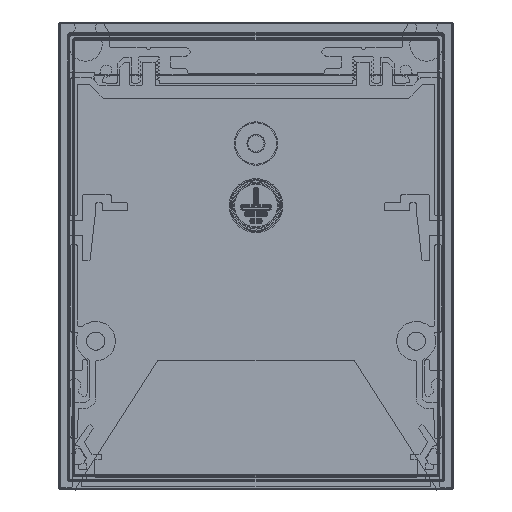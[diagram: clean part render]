
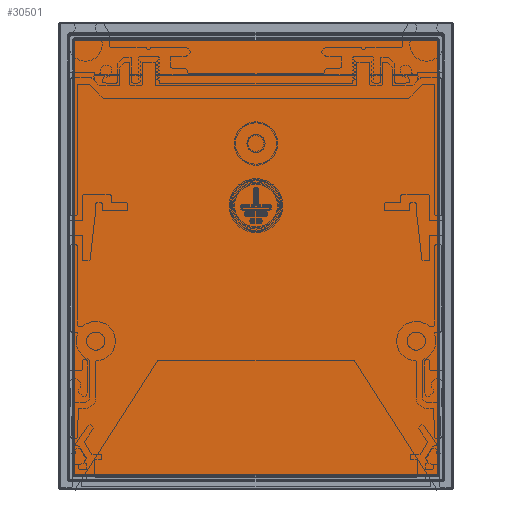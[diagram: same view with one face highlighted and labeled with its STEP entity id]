
A CAD part, front view. The second image highlights one B-rep face of the part: STEP entity #30501.
In plain terms, the highlighted planar face has unit normal (0, -1, 0).
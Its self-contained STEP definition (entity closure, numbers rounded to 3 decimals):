
#1524=PLANE('',#33862);
#2967=FACE_OUTER_BOUND('',#4819,.T.);
#4819=EDGE_LOOP('',(#25500,#25501,#25502,#25503,#25504,#25505,#25506,#25507));
#6686=CIRCLE('',#33379,0.001);
#6691=CIRCLE('',#33385,0.001);
#6906=CIRCLE('',#33852,0.001);
#6910=CIRCLE('',#33857,0.001);
#8490=LINE('',#55019,#10779);
#8750=LINE('',#58022,#11039);
#8752=LINE('',#58059,#11041);
#8754=LINE('',#58092,#11043);
#10779=VECTOR('',#40562,10.);
#11039=VECTOR('',#41752,10.);
#11041=VECTOR('',#41766,10.);
#11043=VECTOR('',#41776,10.);
#13789=VERTEX_POINT('',#55007);
#13791=VERTEX_POINT('',#55010);
#13793=VERTEX_POINT('',#55016);
#13795=VERTEX_POINT('',#55046);
#14104=VERTEX_POINT('',#58021);
#14105=VERTEX_POINT('',#58049);
#14107=VERTEX_POINT('',#58055);
#14109=VERTEX_POINT('',#58085);
#17515=EDGE_CURVE('',#13791,#13789,#6686,.T.);
#17519=EDGE_CURVE('',#13789,#13793,#8490,.T.);
#17522=EDGE_CURVE('',#13793,#13795,#6691,.T.);
#18104=EDGE_CURVE('',#13791,#14104,#8750,.T.);
#18108=EDGE_CURVE('',#14104,#14105,#6906,.T.);
#18111=EDGE_CURVE('',#14105,#14107,#8752,.T.);
#18114=EDGE_CURVE('',#14107,#14109,#6910,.T.);
#18116=EDGE_CURVE('',#14109,#13795,#8754,.T.);
#25500=ORIENTED_EDGE('',*,*,#18116,.F.);
#25501=ORIENTED_EDGE('',*,*,#18114,.F.);
#25502=ORIENTED_EDGE('',*,*,#18111,.F.);
#25503=ORIENTED_EDGE('',*,*,#18108,.F.);
#25504=ORIENTED_EDGE('',*,*,#18104,.F.);
#25505=ORIENTED_EDGE('',*,*,#17515,.T.);
#25506=ORIENTED_EDGE('',*,*,#17519,.T.);
#25507=ORIENTED_EDGE('',*,*,#17522,.T.);
#30501=ADVANCED_FACE('',(#2967),#1524,.F.);
#33379=AXIS2_PLACEMENT_3D('',#55011,#40552,#40553);
#33385=AXIS2_PLACEMENT_3D('',#55049,#40566,#40567);
#33852=AXIS2_PLACEMENT_3D('',#58053,#41759,#41760);
#33857=AXIS2_PLACEMENT_3D('',#58089,#41771,#41772);
#33862=AXIS2_PLACEMENT_3D('',#58099,#41786,#41787);
#40552=DIRECTION('center_axis',(0.,-1.,0.));
#40553=DIRECTION('ref_axis',(0.707,0.,-0.707));
#40562=DIRECTION('',(0.,0.,1.));
#40566=DIRECTION('center_axis',(0.,-1.,0.));
#40567=DIRECTION('ref_axis',(0.707,0.,0.707));
#41752=DIRECTION('',(-1.,0.,0.));
#41759=DIRECTION('center_axis',(0.,1.,0.));
#41760=DIRECTION('ref_axis',(-0.707,0.,-0.707));
#41766=DIRECTION('',(0.,0.,1.));
#41771=DIRECTION('center_axis',(0.,1.,0.));
#41772=DIRECTION('ref_axis',(-0.707,0.,0.707));
#41776=DIRECTION('',(1.,0.,0.));
#41786=DIRECTION('center_axis',(0.,1.,0.));
#41787=DIRECTION('ref_axis',(1.,0.,0.));
#55007=CARTESIAN_POINT('',(35.008,-425.,-77.507));
#55010=CARTESIAN_POINT('',(35.007,-425.,-77.508));
#55011=CARTESIAN_POINT('Origin',(35.007,-425.,-77.507));
#55016=CARTESIAN_POINT('',(35.008,-425.,6.507));
#55019=CARTESIAN_POINT('',(35.008,-425.,-14.4));
#55046=CARTESIAN_POINT('',(35.007,-425.,6.508));
#55049=CARTESIAN_POINT('Origin',(35.007,-425.,6.507));
#58021=CARTESIAN_POINT('',(-35.007,-425.,-77.508));
#58022=CARTESIAN_POINT('',(-17.6,-425.,-77.508));
#58049=CARTESIAN_POINT('',(-35.008,-425.,-77.507));
#58053=CARTESIAN_POINT('Origin',(-35.007,-425.,-77.507));
#58055=CARTESIAN_POINT('',(-35.008,-425.,6.507));
#58059=CARTESIAN_POINT('',(-35.008,-425.,-14.4));
#58085=CARTESIAN_POINT('',(-35.007,-425.,6.508));
#58089=CARTESIAN_POINT('Origin',(-35.007,-425.,6.507));
#58092=CARTESIAN_POINT('',(17.6,-425.,6.508));
#58099=CARTESIAN_POINT('Origin',(0.,-425.,-35.5));
